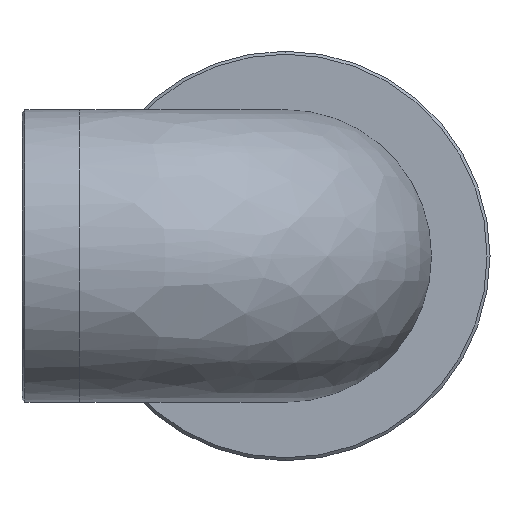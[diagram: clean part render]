
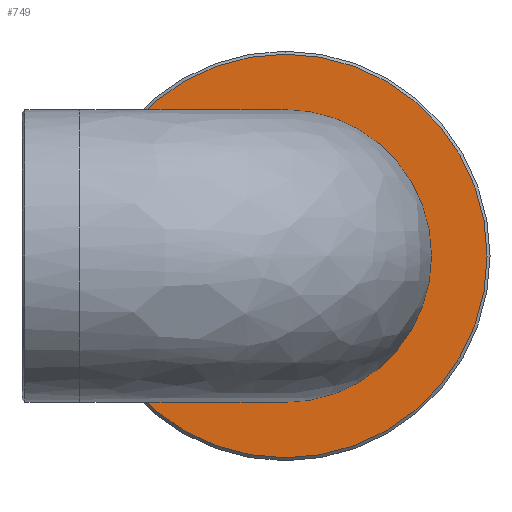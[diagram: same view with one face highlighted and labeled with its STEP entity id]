
A CAD part, left-side view. The second image highlights one B-rep face of the part: STEP entity #749.
In plain terms, the highlighted planar face has unit normal (-1, 0, 0).
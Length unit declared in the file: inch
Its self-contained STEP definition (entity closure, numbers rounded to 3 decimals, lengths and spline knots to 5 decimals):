
#9 = CARTESIAN_POINT ( 'NONE',  ( -3.67688, 1.86652, 0.64455 ) ) ;
#48 = DIRECTION ( 'NONE',  ( -1., 0., 0. ) ) ;
#97 = VERTEX_POINT ( 'NONE', #1017 ) ;
#101 = CARTESIAN_POINT ( 'NONE',  ( -3.67688, 0.71635, -1.84797 ) ) ;
#111 = CARTESIAN_POINT ( 'NONE',  ( -3.67688, 0.43516, -1.92811 ) ) ;
#118 = CARTESIAN_POINT ( 'NONE',  ( -3.67688, 1.8666, -0.6443 ) ) ;
#122 = EDGE_CURVE ( 'NONE', #1148, #909, #1044, .T. ) ;
#127 = EDGE_CURVE ( 'NONE', #97, #756, #1233, .T. ) ;
#195 = CARTESIAN_POINT ( 'NONE',  ( -3.67688, -0.00002, -1.9685 ) ) ;
#199 = CARTESIAN_POINT ( 'NONE',  ( -3.67688, 0.71608, 1.84806 ) ) ;
#200 = ORIENTED_EDGE ( 'NONE', *, *, #429, .F. ) ;
#205 = CARTESIAN_POINT ( 'NONE',  ( -3.67688, 1.90438, -0.52219 ) ) ;
#212 = CARTESIAN_POINT ( 'NONE',  ( -3.67688, 0.29121, -1.95504 ) ) ;
#213 = ORIENTED_EDGE ( 'NONE', *, *, #127, .T. ) ;
#225 = EDGE_CURVE ( 'NONE', #909, #1148, #964, .T. ) ;
#252 = DIRECTION ( 'NONE',  ( 0., 0., 1. ) ) ;
#267 = CARTESIAN_POINT ( 'NONE',  ( -3.67688, 0.14552, 1.9685 ) ) ;
#285 = DIRECTION ( 'NONE',  ( 0., 0., -1. ) ) ;
#290 = EDGE_LOOP ( 'NONE', ( #951, #748 ) ) ;
#308 = CARTESIAN_POINT ( 'NONE',  ( -3.67688, 1.97226, 0.05471 ) ) ;
#320 = FACE_BOUND ( 'NONE', #506, .T. ) ;
#354 = VECTOR ( 'NONE', #285, 39.37008 ) ;
#375 = AXIS2_PLACEMENT_3D ( 'NONE', #982, #48, #252 ) ;
#378 = CARTESIAN_POINT ( 'NONE',  ( -3.67688, 0., -2.71654 ) ) ;
#425 = CARTESIAN_POINT ( 'NONE',  ( -3.67688, 0.1456, -1.9685 ) ) ;
#429 = EDGE_CURVE ( 'NONE', #97, #756, #631, .T. ) ;
#432 = CARTESIAN_POINT ( 'NONE',  ( -3.67688, 1.95585, 0.291 ) ) ;
#506 = EDGE_LOOP ( 'NONE', ( #200, #213 ) ) ;
#511 = PLANE ( 'NONE',  #1133 ) ;
#520 = CARTESIAN_POINT ( 'NONE',  ( -3.67688, 1.33569, -1.46425 ) ) ;
#526 = CARTESIAN_POINT ( 'NONE',  ( -3.67688, 1.53237, 1.2485 ) ) ;
#581 = CARTESIAN_POINT ( 'NONE',  ( -3.67688, 0.43495, 1.92815 ) ) ;
#631 = B_SPLINE_CURVE_WITH_KNOTS ( 'NONE', 5,
 ( #784, #267, #685, #581, #199, #644, #1058, #1153, #526, #1242, #845, #9, #1042, #432, #308, #1139, #832, #205, #118, #935, #747, #1161, #520, #1052, #725, #101, #111, #212, #425, #1146 ),
 .UNSPECIFIED., .F., .F.,
 ( 6, 3, 3, 3, 3, 3, 3, 3, 3, 6 ),
 ( 0., 26.14037, 52.28085, 78.42391, 101.29264, 120.8648, 143.72328, 169.86742, 196.008, 222.16043 ),
 .UNSPECIFIED. ) ;
#644 = CARTESIAN_POINT ( 'NONE',  ( -3.67688, 0.97777, 1.71781 ) ) ;
#685 = CARTESIAN_POINT ( 'NONE',  ( -3.67688, 0.29106, 1.95505 ) ) ;
#716 = CARTESIAN_POINT ( 'NONE',  ( -3.67688, -0.00001, 0. ) ) ;
#723 = DIRECTION ( 'NONE',  ( 0., 0., 1. ) ) ;
#725 = CARTESIAN_POINT ( 'NONE',  ( -3.67688, 0.97808, -1.71764 ) ) ;
#747 = CARTESIAN_POINT ( 'NONE',  ( -3.67688, 1.62077, -1.13137 ) ) ;
#748 = ORIENTED_EDGE ( 'NONE', *, *, #225, .T. ) ;
#749 = ADVANCED_FACE ( 'NONE', ( #320, #1151 ), #511, .T. ) ;
#756 = VERTEX_POINT ( 'NONE', #195 ) ;
#784 = CARTESIAN_POINT ( 'NONE',  ( -3.67688, -0.00002, 1.9685 ) ) ;
#791 = DIRECTION ( 'NONE',  ( -1., 0., 0. ) ) ;
#796 = CARTESIAN_POINT ( 'NONE',  ( -3.67688, 0., 0. ) ) ;
#832 = CARTESIAN_POINT ( 'NONE',  ( -3.67688, 1.95587, -0.29086 ) ) ;
#836 = CARTESIAN_POINT ( 'NONE',  ( -3.67688, 0., 0. ) ) ;
#845 = CARTESIAN_POINT ( 'NONE',  ( -3.67688, 1.7647, 0.89864 ) ) ;
#851 = AXIS2_PLACEMENT_3D ( 'NONE', #796, #791, #898 ) ;
#898 = DIRECTION ( 'NONE',  ( 0., 0., 1. ) ) ;
#909 = VERTEX_POINT ( 'NONE', #1286 ) ;
#935 = CARTESIAN_POINT ( 'NONE',  ( -3.67688, 1.76484, -0.89836 ) ) ;
#942 = DIRECTION ( 'NONE',  ( -1., 0., 0. ) ) ;
#951 = ORIENTED_EDGE ( 'NONE', *, *, #122, .T. ) ;
#964 = CIRCLE ( 'NONE', #375, 2.71654 ) ;
#982 = CARTESIAN_POINT ( 'NONE',  ( -3.67688, 0., 0. ) ) ;
#1017 = CARTESIAN_POINT ( 'NONE',  ( -3.67688, -0.00002, 1.9685 ) ) ;
#1042 = CARTESIAN_POINT ( 'NONE',  ( -3.67688, 1.90433, 0.52239 ) ) ;
#1044 = CIRCLE ( 'NONE', #851, 2.71654 ) ;
#1052 = CARTESIAN_POINT ( 'NONE',  ( -3.67688, 1.1025, -1.64055 ) ) ;
#1058 = CARTESIAN_POINT ( 'NONE',  ( -3.67688, 1.10221, 1.64074 ) ) ;
#1133 = AXIS2_PLACEMENT_3D ( 'NONE', #836, #942, #723 ) ;
#1139 = CARTESIAN_POINT ( 'NONE',  ( -3.67688, 1.97226, -0.05462 ) ) ;
#1146 = CARTESIAN_POINT ( 'NONE',  ( -3.67688, -0.00002, -1.9685 ) ) ;
#1148 = VERTEX_POINT ( 'NONE', #378 ) ;
#1151 = FACE_OUTER_BOUND ( 'NONE', #290, .T. ) ;
#1153 = CARTESIAN_POINT ( 'NONE',  ( -3.67688, 1.33542, 1.46449 ) ) ;
#1161 = CARTESIAN_POINT ( 'NONE',  ( -3.67688, 1.5326, -1.24822 ) ) ;
#1233 = LINE ( 'NONE', #716, #354 ) ;
#1242 = CARTESIAN_POINT ( 'NONE',  ( -3.67688, 1.62056, 1.13167 ) ) ;
#1286 = CARTESIAN_POINT ( 'NONE',  ( -3.67688, 0., 2.71654 ) ) ;
